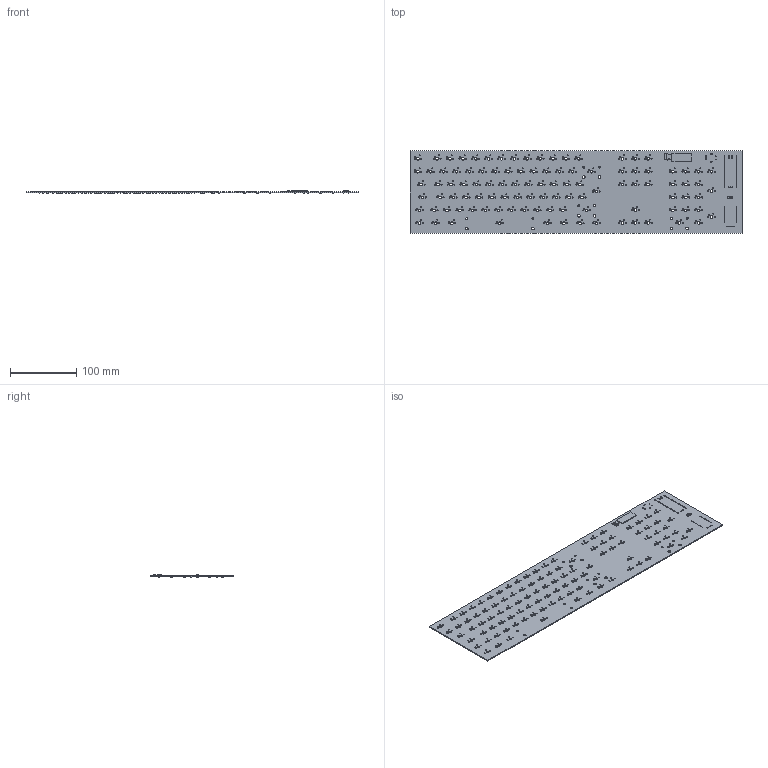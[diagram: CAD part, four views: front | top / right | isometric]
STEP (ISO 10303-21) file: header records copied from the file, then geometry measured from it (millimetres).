
FILE_DESCRIPTION(('KiCad electronic assembly'),'2;1');
FILE_NAME('Keyboard.step','2025-03-26T17:23:49',('Pcbnew'),('Kicad'), 'Open CASCADE STEP processor 7.8','KiCad to STEP converter','Unknown' );
FILE_SCHEMA(('AUTOMOTIVE_DESIGN { 1 0 10303 214 1 1 1 1 }'));
Length unit declared in the file: millimetre
Products named in the file (5): Keyboard 1; SSD1306_OLED-0.91-128x32; R_Axial_DIN0204_L3.6mm_D1.6mm_P7.62mm_Horizontal; D_0805_2012Metric; Keyboard_PCB
Assembly tree (109 placements, depth 2):
  Keyboard 1
    SSD1306_OLED-0.91-128x32
    R_Axial_DIN0204_L3.6mm_D1.6mm_P7.62mm_Horizontal  x2
    D_0805_2012Metric  x105
    Keyboard_PCB
Bounding box: 502.5 x 125.5 x 4.6 mm (x, y, z)
Volume: 92307 mm3; surface area: 131229.7 mm2
Topology: 124 solids, 124 shells, 4877 faces, 13536 edges, 9020 vertices
Faces by surface type: plane 2747, cylinder 2122, torus 8
Full cylindrical faces by diameter (mm): 0.5 x8, 0.7 x4, 0.762 x25, 0.8 x2, 1 x9, 1.02 x43, 1.44 x2, 1.5 x212, 1.6 x4, 1.7 x210, 1.8 x2, 3.05 x8, 4 x113
Entity records: 30874 total; most frequent: DIRECTION 5411, CARTESIAN_POINT 4765, ORIENTED_EDGE 4554, EDGE_CURVE 2277, AXIS2_PLACEMENT_3D 2230, FACE_BOUND 2069, EDGE_LOOP 2069, VERTEX_POINT 1516
